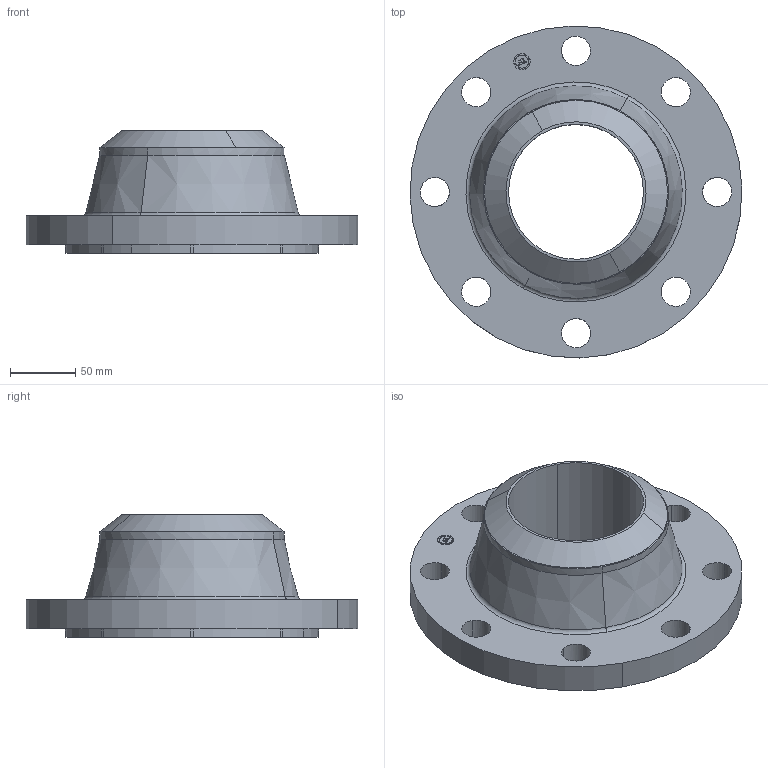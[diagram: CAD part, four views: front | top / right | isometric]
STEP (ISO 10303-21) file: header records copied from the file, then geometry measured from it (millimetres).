
FILE_DESCRIPTION(('3D STEP'),'2;1');
FILE_NAME('5-150-WELD-NECK-RTJ-XXH-FLANGE.stp','2013-03-10T01:28:52+00:00',('Texas Flange'),(''),'CATIA Version 5 Release 20 SP 6 (IN-10)','CATIA V5 STEP AP214','800-826-3801');
FILE_SCHEMA(('AUTOMOTIVE_DESIGN { 1 0 10303 214 1 1 1 1 }'));
Length unit declared in the file: inch
Products named in the file (1): 5-150-WELD-NECK-RTJ-XXH-FLANGE
Bounding box: 253.93 x 253.93 x 93.73 mm (x, y, z)
Volume: 1539445.3 mm3; surface area: 168746.3 mm2
Topology: 1 solids, 1 shells, 439 faces, 1262 edges, 838 vertices
Faces by surface type: plane 371, cylinder 52, torus 8, cone 8
Entity records: 16429 total; most frequent: ORIENTED_EDGE 2524, CARTESIAN_POINT 2476, DIRECTION 2012, EDGE_CURVE 1262, VECTOR 1112, LINE 1112, VERTEX_POINT 838, AXIS2_PLACEMENT_3D 526
